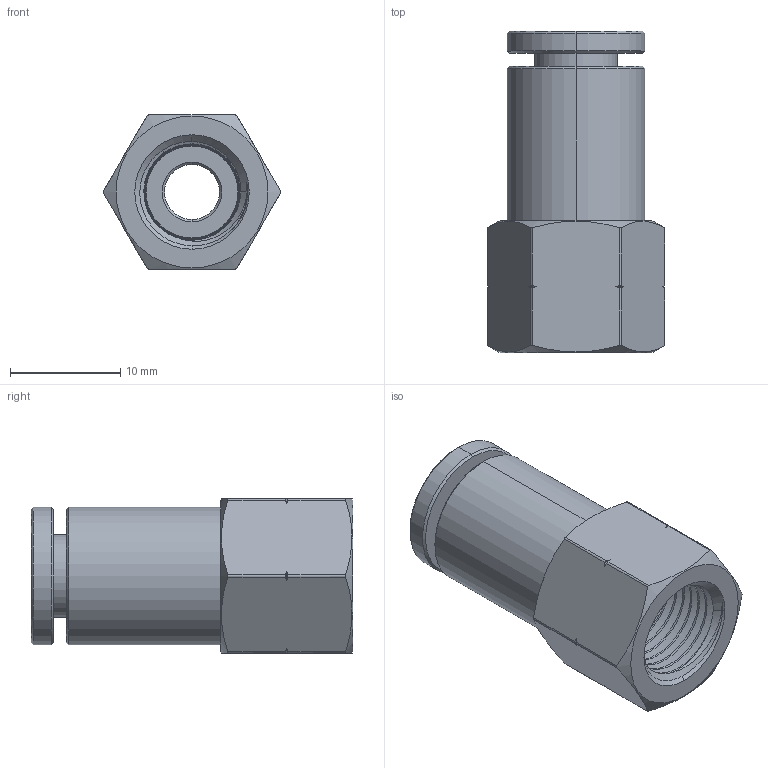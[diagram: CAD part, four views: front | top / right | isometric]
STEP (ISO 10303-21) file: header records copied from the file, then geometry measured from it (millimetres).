
FILE_DESCRIPTION (( 'STEP AP203' ), '1' );
FILE_NAME ('FCS1-4N1-8W.step', '2016-12-15T22:47:09', ( '' ), ( '' ), 'SwSTEP 2.0', 'SolidWorks 2016', '' );
FILE_SCHEMA (( 'CONFIG_CONTROL_DESIGN' ));
Length unit declared in the file: millimetre
Products named in the file (1): FCS1-4N1-8W
Bounding box: 16.1 x 29.2 x 14 mm (x, y, z)
Volume: 2674.4 mm3; surface area: 3806.2 mm2
Topology: 6 solids, 6 shells, 375 faces, 1033 edges, 675 vertices
Faces by surface type: cone 148, plane 115, cylinder 72, bspline 40
Entity records: 17204 total; most frequent: CARTESIAN_POINT 8321, ORIENTED_EDGE 2066, DIRECTION 1563, EDGE_CURVE 1033, VERTEX_POINT 675, AXIS2_PLACEMENT_3D 643, B_SPLINE_CURVE_WITH_KNOTS 449, EDGE_LOOP 392
